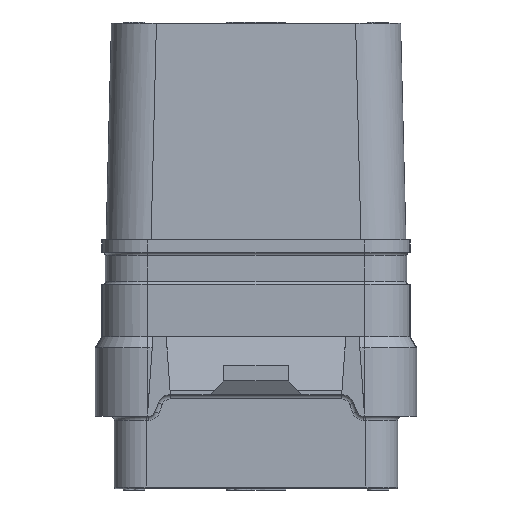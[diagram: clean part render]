
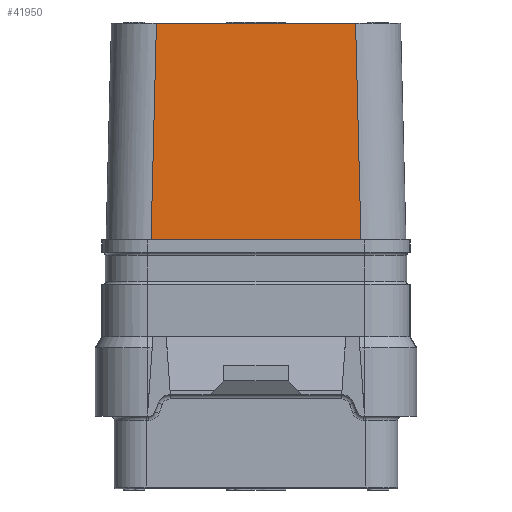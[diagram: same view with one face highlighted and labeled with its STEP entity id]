
A CAD part, front view. The second image highlights one B-rep face of the part: STEP entity #41950.
In plain terms, the highlighted planar face has unit normal (0, -1, 0.025).
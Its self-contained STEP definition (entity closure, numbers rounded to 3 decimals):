
#32=DIRECTION('',(1.,0.,0.));
#33=VECTOR('',#32,9.3);
#34=CARTESIAN_POINT('',(-4.65,-5.75,10.12));
#35=LINE('',#34,#33);
#1239=DIRECTION('',(1.,0.,0.));
#1240=VECTOR('',#1239,9.8);
#1241=CARTESIAN_POINT('',(-4.9,-6.,0.));
#1242=LINE('',#1241,#1240);
#14249=DIRECTION('',(-0.025,0.025,0.999));
#14250=VECTOR('',#14249,10.126);
#14251=CARTESIAN_POINT('',(4.9,-6.,0.));
#14252=LINE('',#14251,#14250);
#14253=DIRECTION('',(0.025,0.025,0.999));
#14254=VECTOR('',#14253,10.126);
#14255=CARTESIAN_POINT('',(-4.9,-6.,0.));
#14256=LINE('',#14255,#14254);
#17273=CARTESIAN_POINT('',(-4.65,-5.75,10.12));
#17274=VERTEX_POINT('',#17273);
#17275=CARTESIAN_POINT('',(4.65,-5.75,10.12));
#17276=VERTEX_POINT('',#17275);
#17289=CARTESIAN_POINT('',(-4.9,-6.,0.));
#17290=VERTEX_POINT('',#17289);
#17291=CARTESIAN_POINT('',(4.9,-6.,0.));
#17292=VERTEX_POINT('',#17291);
#41938=CARTESIAN_POINT('',(0.,-5.875,5.06));
#41939=DIRECTION('',(0.,-1.,0.025));
#41940=DIRECTION('',(1.,0.,0.));
#41941=AXIS2_PLACEMENT_3D('',#41938,#41939,#41940);
#41942=PLANE('',#41941);
#41943=ORIENTED_EDGE('',*,*,#22777,.F.);
#41945=ORIENTED_EDGE('',*,*,#41944,.T.);
#41946=ORIENTED_EDGE('',*,*,#22126,.T.);
#41947=ORIENTED_EDGE('',*,*,#41931,.F.);
#41948=EDGE_LOOP('',(#41943,#41945,#41946,#41947));
#41949=FACE_OUTER_BOUND('',#41948,.F.);
#41950=ADVANCED_FACE('',(#41949),#41942,.T.);
#22126=EDGE_CURVE('',#17274,#17276,#35,.T.);
#22777=EDGE_CURVE('',#17290,#17292,#1242,.T.);
#41931=EDGE_CURVE('',#17292,#17276,#14252,.T.);
#41944=EDGE_CURVE('',#17290,#17274,#14256,.T.);
